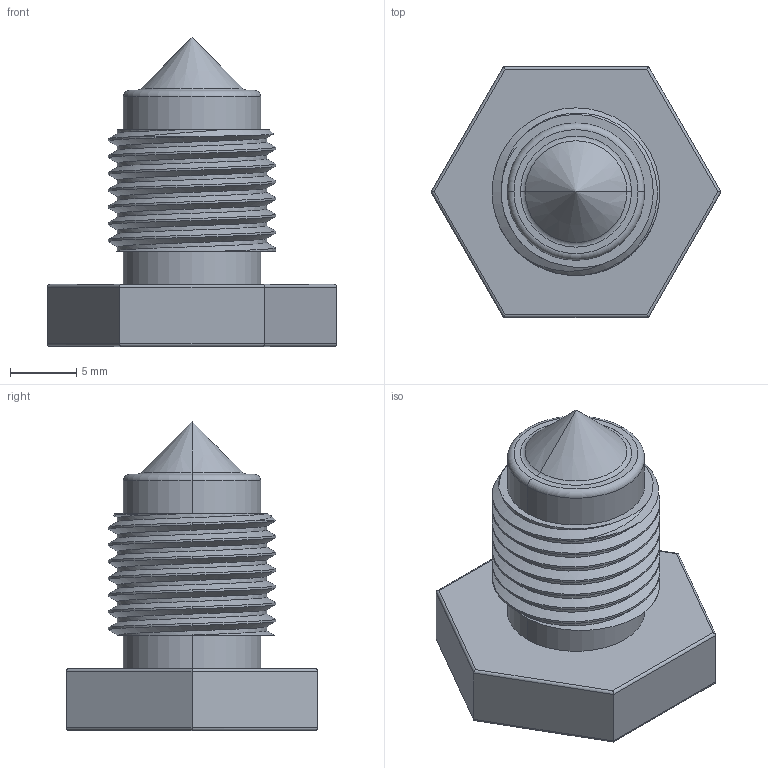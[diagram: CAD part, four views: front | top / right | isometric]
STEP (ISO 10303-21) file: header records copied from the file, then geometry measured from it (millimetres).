
FILE_DESCRIPTION (( 'STEP AP203' ), '1' );
FILE_NAME ('LLX6 OPTOMAX DIGITAL - SAE.STEP', '2017-11-27T14:42:24', ( '' ), ( '' ), 'SwSTEP 2.0', 'SolidWorks 2018', '' );
FILE_SCHEMA (( 'CONFIG_CONTROL_DESIGN' ));
Length unit declared in the file: millimetre
Products named in the file (1): LLX6 OPTOMAX DIGITAL - SAE
Bounding box: 21.94 x 19 x 23.4 mm (x, y, z)
Volume: 3029.4 mm3; surface area: 1723.7 mm2
Topology: 1 solids, 1 shells, 53 faces, 127 edges, 78 vertices
Faces by surface type: cylinder 31, plane 12, torus 4, cone 3, bspline 3
Entity records: 2830 total; most frequent: CARTESIAN_POINT 1675, ORIENTED_EDGE 250, DIRECTION 197, EDGE_CURVE 125, VERTEX_POINT 78, AXIS2_PLACEMENT_3D 72, EDGE_LOOP 57, ADVANCED_FACE 53
